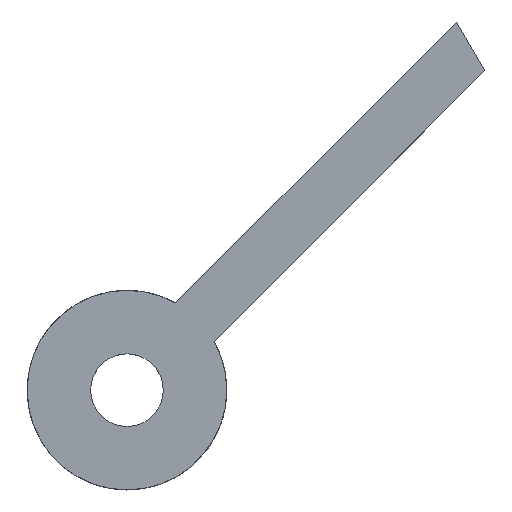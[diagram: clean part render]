
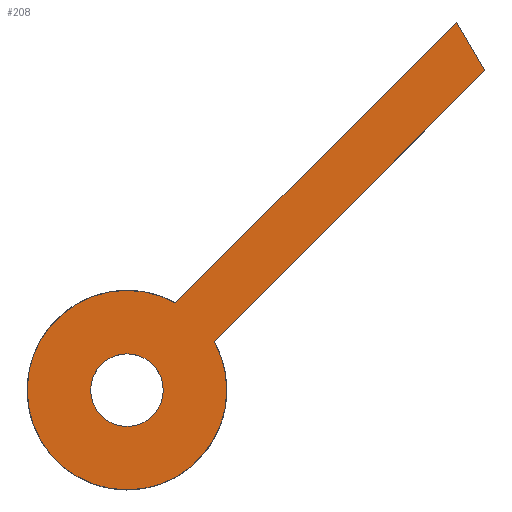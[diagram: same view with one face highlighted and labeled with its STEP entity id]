
A CAD part, top view. The second image highlights one B-rep face of the part: STEP entity #208.
In plain terms, the highlighted planar face has unit normal (0, 0, 1).
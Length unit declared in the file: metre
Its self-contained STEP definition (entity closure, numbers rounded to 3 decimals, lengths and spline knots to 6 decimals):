
#27=PLANE('',#237);
#32=CIRCLE('',#229,0.011);
#35=CIRCLE('',#238,0.004);
#67=ORIENTED_EDGE('',*,*,#113,.F.);
#68=ORIENTED_EDGE('',*,*,#94,.T.);
#69=ORIENTED_EDGE('',*,*,#101,.T.);
#70=ORIENTED_EDGE('',*,*,#104,.T.);
#71=ORIENTED_EDGE('',*,*,#106,.F.);
#94=EDGE_CURVE('',#117,#120,#32,.T.);
#101=EDGE_CURVE('',#120,#126,#141,.T.);
#104=EDGE_CURVE('',#126,#128,#144,.T.);
#106=EDGE_CURVE('',#117,#128,#146,.T.);
#113=EDGE_CURVE('',#133,#133,#35,.T.);
#117=VERTEX_POINT('',#308);
#120=VERTEX_POINT('',#313);
#126=VERTEX_POINT('',#327);
#128=VERTEX_POINT('',#333);
#133=VERTEX_POINT('',#358);
#141=LINE('',#328,#157);
#144=LINE('',#334,#160);
#146=LINE('',#337,#162);
#157=VECTOR('',#267,1.);
#160=VECTOR('',#272,1.);
#162=VECTOR('',#276,1.);
#174=EDGE_LOOP('',(#67));
#175=EDGE_LOOP('',(#68,#69,#70,#71));
#190=FACE_BOUND('',#174,.T.);
#191=FACE_BOUND('',#175,.T.);
#208=ADVANCED_FACE('',(#190,#191),#27,.T.);
#229=AXIS2_PLACEMENT_3D('',#314,#255,#256);
#237=AXIS2_PLACEMENT_3D('',#356,#285,#286);
#238=AXIS2_PLACEMENT_3D('',#357,#287,#288);
#255=DIRECTION('',(0.,0.,1.));
#256=DIRECTION('',(1.,0.,0.));
#267=DIRECTION('',(0.707,0.707,0.));
#272=DIRECTION('',(-0.501,0.866,0.));
#276=DIRECTION('',(0.707,0.707,0.));
#285=DIRECTION('',(0.,0.,1.));
#286=DIRECTION('',(1.,0.,0.));
#287=DIRECTION('',(0.,0.,1.));
#288=DIRECTION('',(1.,0.,0.));
#308=CARTESIAN_POINT('',(0.005362,0.009605,0.005));
#313=CARTESIAN_POINT('',(0.009605,0.005362,0.005));
#314=CARTESIAN_POINT('',(0.,0.,0.005));
#327=CARTESIAN_POINT('',(0.039441,0.035198,0.005));
#328=CARTESIAN_POINT('',(0.024523,0.02028,0.005));
#333=CARTESIAN_POINT('',(0.036331,0.040573,0.005));
#334=CARTESIAN_POINT('',(0.037886,0.037886,0.005));
#337=CARTESIAN_POINT('',(0.020846,0.025089,0.005));
#356=CARTESIAN_POINT('',(0.014221,0.014787,0.005));
#357=CARTESIAN_POINT('',(0.,0.,0.005));
#358=CARTESIAN_POINT('',(0.004,0.,0.005));
